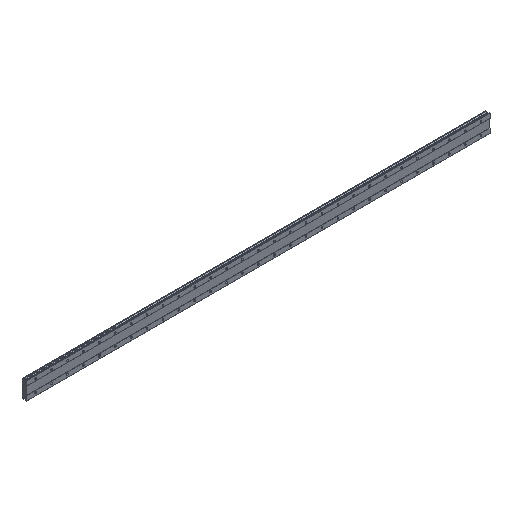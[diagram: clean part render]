
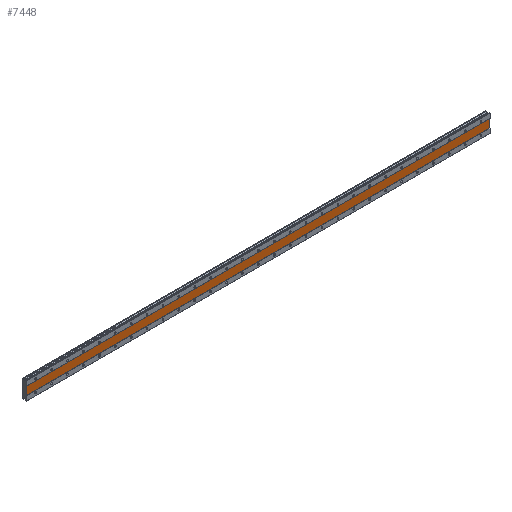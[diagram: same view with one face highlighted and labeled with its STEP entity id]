
A CAD part, isometric view. The second image highlights one B-rep face of the part: STEP entity #7448.
In plain terms, the highlighted planar face has unit normal (0, -1, 0).
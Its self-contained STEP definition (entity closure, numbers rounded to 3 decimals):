
#299 = VERTEX_POINT ( 'NONE', #2572 ) ;
#384 = VERTEX_POINT ( 'NONE', #2812 ) ;
#1304 = ORIENTED_EDGE ( 'NONE', *, *, #8233, .F. ) ;
#1882 = ORIENTED_EDGE ( 'NONE', *, *, #9536, .F. ) ;
#1964 = AXIS2_PLACEMENT_3D ( 'NONE', #9926, #7614, #3762 ) ;
#2323 = VECTOR ( 'NONE', #5462, 1000. ) ;
#2371 = LINE ( 'NONE', #6146, #2323 ) ;
#2413 = DIRECTION ( 'NONE',  ( 0., 0., 1. ) ) ;
#2512 = LINE ( 'NONE', #7184, #7355 ) ;
#2572 = CARTESIAN_POINT ( 'NONE',  ( 2285., 1., 20. ) ) ;
#2577 = DIRECTION ( 'NONE',  ( 1., 0., 0. ) ) ;
#2812 = CARTESIAN_POINT ( 'NONE',  ( 2285., 1., -20. ) ) ;
#3284 = LINE ( 'NONE', #5510, #5405 ) ;
#3762 = DIRECTION ( 'NONE',  ( 0., 0., 1. ) ) ;
#3858 = FACE_OUTER_BOUND ( 'NONE', #4010, .T. ) ;
#3964 = LINE ( 'NONE', #7862, #4844 ) ;
#4010 = EDGE_LOOP ( 'NONE', ( #6211, #8544, #1882, #1304 ) ) ;
#4844 = VECTOR ( 'NONE', #2577, 1000. ) ;
#5029 = EDGE_CURVE ( 'NONE', #299, #384, #2371, .T. ) ;
#5177 = VERTEX_POINT ( 'NONE', #8365 ) ;
#5405 = VECTOR ( 'NONE', #2413, 1000. ) ;
#5462 = DIRECTION ( 'NONE',  ( 0., 0., -1. ) ) ;
#5510 = CARTESIAN_POINT ( 'NONE',  ( -45., 1., 20. ) ) ;
#6146 = CARTESIAN_POINT ( 'NONE',  ( 2285., 1., 20. ) ) ;
#6211 = ORIENTED_EDGE ( 'NONE', *, *, #8218, .F. ) ;
#6554 = CARTESIAN_POINT ( 'NONE',  ( -45., 1., -20. ) ) ;
#6946 = PLANE ( 'NONE',  #1964 ) ;
#7088 = DIRECTION ( 'NONE',  ( -1., 0., 0. ) ) ;
#7184 = CARTESIAN_POINT ( 'NONE',  ( 2285., 1., -20. ) ) ;
#7355 = VECTOR ( 'NONE', #7088, 1000. ) ;
#7448 = ADVANCED_FACE ( 'NONE', ( #3858 ), #6946, .F. ) ;
#7614 = DIRECTION ( 'NONE',  ( 0., 1., 0. ) ) ;
#7847 = VERTEX_POINT ( 'NONE', #6554 ) ;
#7862 = CARTESIAN_POINT ( 'NONE',  ( 2285., 1., 20. ) ) ;
#8218 = EDGE_CURVE ( 'NONE', #384, #7847, #2512, .T. ) ;
#8233 = EDGE_CURVE ( 'NONE', #7847, #5177, #3284, .T. ) ;
#8365 = CARTESIAN_POINT ( 'NONE',  ( -45., 1., 20. ) ) ;
#8544 = ORIENTED_EDGE ( 'NONE', *, *, #5029, .F. ) ;
#9536 = EDGE_CURVE ( 'NONE', #5177, #299, #3964, .T. ) ;
#9926 = CARTESIAN_POINT ( 'NONE',  ( 2285., 1., 20. ) ) ;
